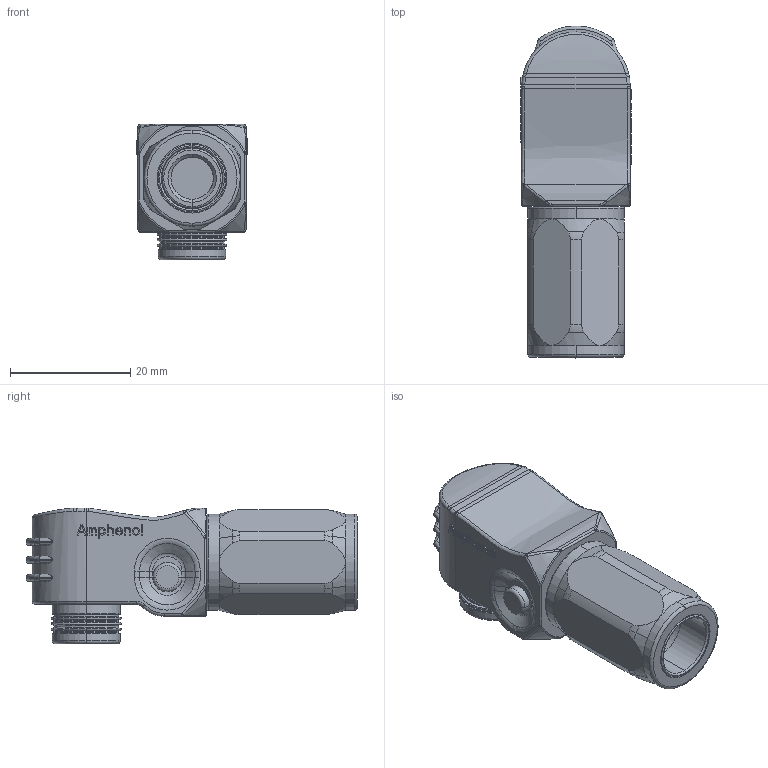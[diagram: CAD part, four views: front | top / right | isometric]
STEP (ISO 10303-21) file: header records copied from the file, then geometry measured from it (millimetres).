
FILE_DESCRIPTION((''),'2;1');
FILE_NAME('10-730186-_00_SW0002','2017-01-06T',('Administrator'),(''),'PRO/ENGINEER BY PARAMETRIC TECHNOLOGY CORPORATION, 2013410','PRO/ENGINEER BY PARAMETRIC TECHNOLOGY CORPORATION, 2013410','');
FILE_SCHEMA(('CONFIG_CONTROL_DESIGN'));
Length unit declared in the file: inch
Products named in the file (1): 10-730186-_00_SW0002
Bounding box: 18.4 x 55.2 x 22.6 mm (x, y, z)
Volume: 10434.2 mm3; surface area: 10357.6 mm2
Topology: 1 solids, 1 shells, 1034 faces, 2788 edges, 1765 vertices
Faces by surface type: plane 606, cylinder 168, torus 108, bspline 82, cone 64, sphere 4, extrusion 2
Entity records: 44503 total; most frequent: CARTESIAN_POINT 19240, ORIENTED_EDGE 5576, DIRECTION 4817, EDGE_CURVE 2788, VERTEX_POINT 1765, VECTOR 1741, LINE 1739, AXIS2_PLACEMENT_3D 1538
